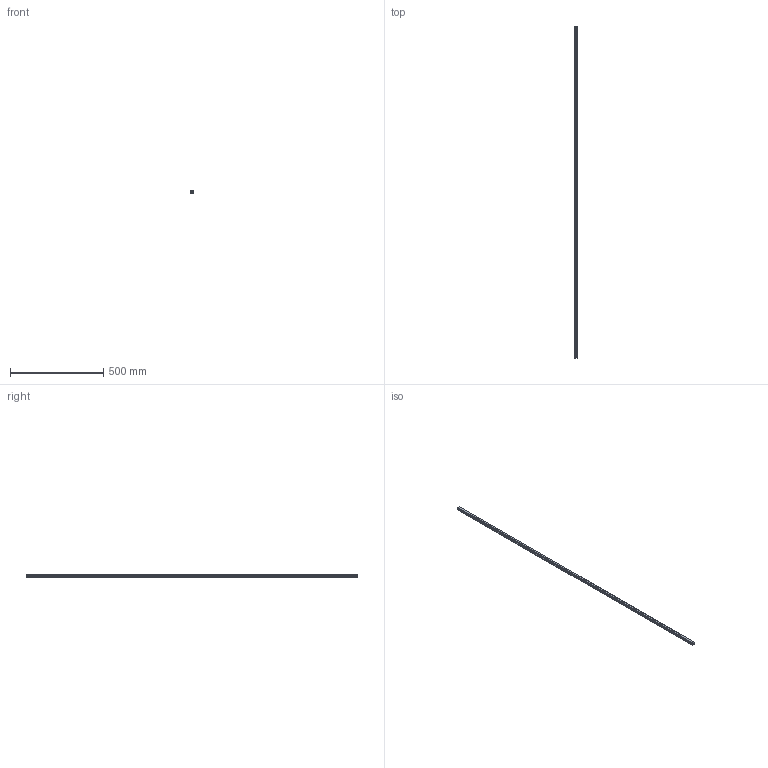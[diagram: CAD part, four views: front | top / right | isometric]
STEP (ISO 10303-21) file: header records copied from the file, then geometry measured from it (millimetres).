
FILE_DESCRIPTION(('STEP AP214'),'1');
FILE_NAME('cctmp_D8E0A034-876E-4213-93D4-7912A4B3DDDA_2021_01_19_11_57_08_0060..stp','2021-01-19T10:57:08',('HIWIN GmbH'),('CADClick - www.CADClick.com'),'Spatial InterOp 3D',' ','unknown authorization');
FILE_SCHEMA(('AUTOMOTIVE_DESIGN'));
Length unit declared in the file: millimetre
Products named in the file (1): HGR15T1780C_FILE
Bounding box: 15 x 1780 x 15 mm (x, y, z)
Volume: 334085.6 mm3; surface area: 113099.5 mm2
Topology: 1 solids, 1 shells, 235 faces, 627 edges, 368 vertices
Faces by surface type: plane 89, cylinder 86, cone 60
Entity records: 8737 total; most frequent: DIRECTION 1211, CARTESIAN_POINT 1171, ORIENTED_EDGE 1134, EDGE_CURVE 567, AXIS2_PLACEMENT_3D 408, LINE 395, VECTOR 395, VERTEX_POINT 368
